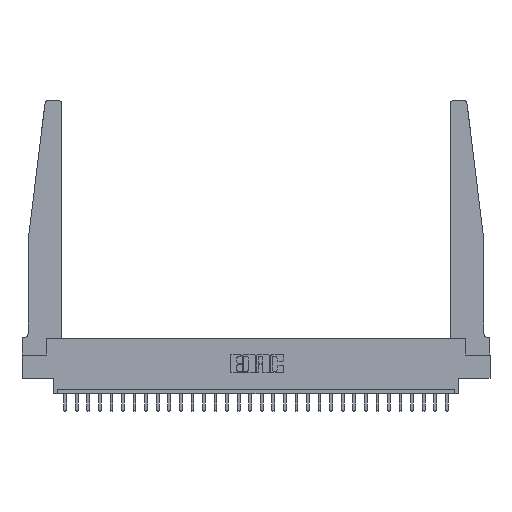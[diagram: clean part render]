
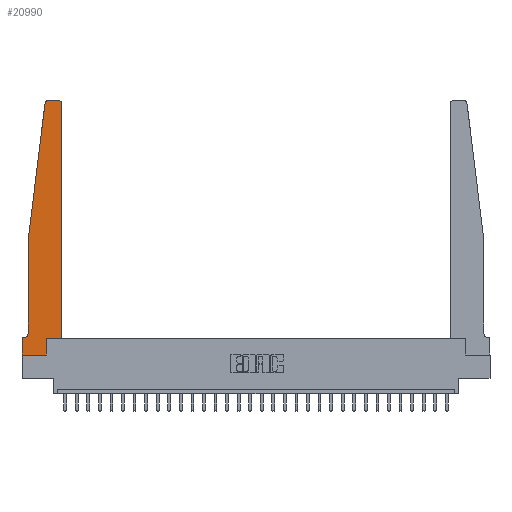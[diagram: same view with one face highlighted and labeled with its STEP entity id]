
A CAD part, top view. The second image highlights one B-rep face of the part: STEP entity #20990.
In plain terms, the highlighted planar face has unit normal (0, 0, 1).
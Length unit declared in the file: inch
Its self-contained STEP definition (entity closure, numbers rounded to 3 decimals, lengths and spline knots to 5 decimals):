
#112 = ORIENTED_EDGE ( 'NONE', *, *, #1731, .T. ) ;
#339 = LINE ( 'NONE', #18508, #12164 ) ;
#351 = DIRECTION ( 'NONE',  ( -1., 0., 0. ) ) ;
#644 = DIRECTION ( 'NONE',  ( 0., -1., 0. ) ) ;
#733 = VECTOR ( 'NONE', #9363, 39.37008 ) ;
#1731 = EDGE_CURVE ( 'NONE', #23260, #10787, #11981, .T. ) ;
#2008 = VERTEX_POINT ( 'NONE', #11856 ) ;
#2180 = ORIENTED_EDGE ( 'NONE', *, *, #2952, .T. ) ;
#2314 = ORIENTED_EDGE ( 'NONE', *, *, #12330, .T. ) ;
#2372 = CIRCLE ( 'NONE', #12667, 0.03 ) ;
#2451 = VECTOR ( 'NONE', #14884, 39.37008 ) ;
#2952 = EDGE_CURVE ( 'NONE', #4230, #12829, #2372, .T. ) ;
#3182 = CARTESIAN_POINT ( 'NONE',  ( 0.2605, 0., 0.37 ) ) ;
#3473 = DIRECTION ( 'NONE',  ( 0., 1., 0. ) ) ;
#3754 = ORIENTED_EDGE ( 'NONE', *, *, #9654, .T. ) ;
#3939 = VERTEX_POINT ( 'NONE', #3182 ) ;
#4040 = EDGE_CURVE ( 'NONE', #7846, #3939, #339, .T. ) ;
#4048 = CARTESIAN_POINT ( 'NONE',  ( 0.425, 2.72, 0.37 ) ) ;
#4172 = VECTOR ( 'NONE', #7539, 39.37008 ) ;
#4200 = EDGE_CURVE ( 'NONE', #6781, #7846, #11489, .T. ) ;
#4223 = CARTESIAN_POINT ( 'NONE',  ( 0., 0., 0.37 ) ) ;
#4230 = VERTEX_POINT ( 'NONE', #4048 ) ;
#4557 = CARTESIAN_POINT ( 'NONE',  ( 0.425, 0.18, 0.37 ) ) ;
#4763 = EDGE_CURVE ( 'NONE', #26063, #4230, #13751, .T. ) ;
#4771 = PLANE ( 'NONE',  #18624 ) ;
#5155 = CARTESIAN_POINT ( 'NONE',  ( 0.24675, 2.72367, 0.37 ) ) ;
#5544 = EDGE_CURVE ( 'NONE', #19729, #2008, #17688, .T. ) ;
#6291 = AXIS2_PLACEMENT_3D ( 'NONE', #18460, #10085, #24751 ) ;
#6374 = CARTESIAN_POINT ( 'NONE',  ( 0.27653, 2.75, 0.37 ) ) ;
#6509 = DIRECTION ( 'NONE',  ( -1., 0., 0. ) ) ;
#6747 = DIRECTION ( 'NONE',  ( 0., 0., -1. ) ) ;
#6781 = VERTEX_POINT ( 'NONE', #14102 ) ;
#7095 = VERTEX_POINT ( 'NONE', #6374 ) ;
#7496 = EDGE_CURVE ( 'NONE', #10787, #19729, #10742, .T. ) ;
#7502 = VECTOR ( 'NONE', #6509, 39.37008 ) ;
#7517 = VECTOR ( 'NONE', #3473, 39.37008 ) ;
#7539 = DIRECTION ( 'NONE',  ( -1., 0., 0. ) ) ;
#7846 = VERTEX_POINT ( 'NONE', #9015 ) ;
#7999 = DIRECTION ( 'NONE',  ( 1., 0., 0. ) ) ;
#8319 = CARTESIAN_POINT ( 'NONE',  ( 0.425, 0.18, 0.37 ) ) ;
#8550 = CARTESIAN_POINT ( 'NONE',  ( 0.065, 0.1875, 0.37 ) ) ;
#9015 = CARTESIAN_POINT ( 'NONE',  ( 0., 0., 0.37 ) ) ;
#9363 = DIRECTION ( 'NONE',  ( 0., 1., 0. ) ) ;
#9654 = EDGE_CURVE ( 'NONE', #21703, #26063, #26094, .T. ) ;
#9772 = LINE ( 'NONE', #20304, #4172 ) ;
#9887 = CARTESIAN_POINT ( 'NONE',  ( 0.425, 0.18, 0.37 ) ) ;
#9890 = ORIENTED_EDGE ( 'NONE', *, *, #12023, .T. ) ;
#10085 = DIRECTION ( 'NONE',  ( 0., 0., 1. ) ) ;
#10230 = ORIENTED_EDGE ( 'NONE', *, *, #4763, .T. ) ;
#10516 = VECTOR ( 'NONE', #12691, 39.37008 ) ;
#10715 = EDGE_CURVE ( 'NONE', #3939, #21703, #23721, .T. ) ;
#10727 = ORIENTED_EDGE ( 'NONE', *, *, #4200, .T. ) ;
#10742 = LINE ( 'NONE', #17365, #12701 ) ;
#10787 = VERTEX_POINT ( 'NONE', #22684 ) ;
#10805 = DIRECTION ( 'NONE',  ( 1., 0., 0. ) ) ;
#10916 = CARTESIAN_POINT ( 'NONE',  ( 0.065, 0.2375, 0.37 ) ) ;
#11180 = ORIENTED_EDGE ( 'NONE', *, *, #10715, .T. ) ;
#11258 = EDGE_LOOP ( 'NONE', ( #21940, #9890, #112, #11298, #21853, #2314, #10727, #18871, #11180, #3754, #10230, #2180 ) ) ;
#11298 = ORIENTED_EDGE ( 'NONE', *, *, #7496, .T. ) ;
#11489 = LINE ( 'NONE', #4223, #10516 ) ;
#11629 = CARTESIAN_POINT ( 'NONE',  ( 0.2605, 0.18, 0.37 ) ) ;
#11856 = CARTESIAN_POINT ( 'NONE',  ( 0.015, 0.1875, 0.37 ) ) ;
#11981 = LINE ( 'NONE', #25451, #2451 ) ;
#12023 = EDGE_CURVE ( 'NONE', #7095, #23260, #17730, .T. ) ;
#12164 = VECTOR ( 'NONE', #7999, 39.37008 ) ;
#12330 = EDGE_CURVE ( 'NONE', #2008, #6781, #13739, .T. ) ;
#12667 = AXIS2_PLACEMENT_3D ( 'NONE', #26297, #22046, #24095 ) ;
#12691 = DIRECTION ( 'NONE',  ( 0., -1., 0. ) ) ;
#12701 = VECTOR ( 'NONE', #644, 39.37008 ) ;
#12829 = VERTEX_POINT ( 'NONE', #27079 ) ;
#13739 = LINE ( 'NONE', #8550, #7502 ) ;
#13751 = LINE ( 'NONE', #9887, #7517 ) ;
#14102 = CARTESIAN_POINT ( 'NONE',  ( 0., 0.1875, 0.37 ) ) ;
#14884 = DIRECTION ( 'NONE',  ( -0.122, -0.992, 0. ) ) ;
#16579 = EDGE_CURVE ( 'NONE', #12829, #7095, #9772, .T. ) ;
#16920 = VECTOR ( 'NONE', #10805, 39.37008 ) ;
#17190 = DIRECTION ( 'NONE',  ( 0., 0., 1. ) ) ;
#17365 = CARTESIAN_POINT ( 'NONE',  ( 0.065, 1.25, 0.37 ) ) ;
#17688 = CIRCLE ( 'NONE', #22394, 0.05 ) ;
#17730 = CIRCLE ( 'NONE', #6291, 0.03 ) ;
#18460 = CARTESIAN_POINT ( 'NONE',  ( 0.27653, 2.72, 0.37 ) ) ;
#18508 = CARTESIAN_POINT ( 'NONE',  ( 0., 0., 0.37 ) ) ;
#18624 = AXIS2_PLACEMENT_3D ( 'NONE', #19577, #17190, #19924 ) ;
#18871 = ORIENTED_EDGE ( 'NONE', *, *, #4040, .T. ) ;
#19577 = CARTESIAN_POINT ( 'NONE',  ( 0., 0.1875, 0.37 ) ) ;
#19729 = VERTEX_POINT ( 'NONE', #10916 ) ;
#19924 = DIRECTION ( 'NONE',  ( 1., 0., 0. ) ) ;
#20304 = CARTESIAN_POINT ( 'NONE',  ( 0.25, 2.75, 0.37 ) ) ;
#20990 = ADVANCED_FACE ( 'NONE', ( #24070 ), #4771, .T. ) ;
#21703 = VERTEX_POINT ( 'NONE', #11629 ) ;
#21853 = ORIENTED_EDGE ( 'NONE', *, *, #5544, .T. ) ;
#21940 = ORIENTED_EDGE ( 'NONE', *, *, #16579, .T. ) ;
#22046 = DIRECTION ( 'NONE',  ( 0., 0., 1. ) ) ;
#22394 = AXIS2_PLACEMENT_3D ( 'NONE', #25769, #6747, #351 ) ;
#22684 = CARTESIAN_POINT ( 'NONE',  ( 0.065, 1.25, 0.37 ) ) ;
#22693 = CARTESIAN_POINT ( 'NONE',  ( 0.2605, 0.18, 0.37 ) ) ;
#23260 = VERTEX_POINT ( 'NONE', #5155 ) ;
#23721 = LINE ( 'NONE', #22693, #733 ) ;
#24070 = FACE_OUTER_BOUND ( 'NONE', #11258, .T. ) ;
#24095 = DIRECTION ( 'NONE',  ( 1., 0., 0. ) ) ;
#24751 = DIRECTION ( 'NONE',  ( 1., 0., 0. ) ) ;
#25451 = CARTESIAN_POINT ( 'NONE',  ( 0.065, 1.25, 0.37 ) ) ;
#25769 = CARTESIAN_POINT ( 'NONE',  ( 0.015, 0.2375, 0.37 ) ) ;
#26063 = VERTEX_POINT ( 'NONE', #4557 ) ;
#26094 = LINE ( 'NONE', #8319, #16920 ) ;
#26297 = CARTESIAN_POINT ( 'NONE',  ( 0.395, 2.72, 0.37 ) ) ;
#27079 = CARTESIAN_POINT ( 'NONE',  ( 0.395, 2.75, 0.37 ) ) ;
